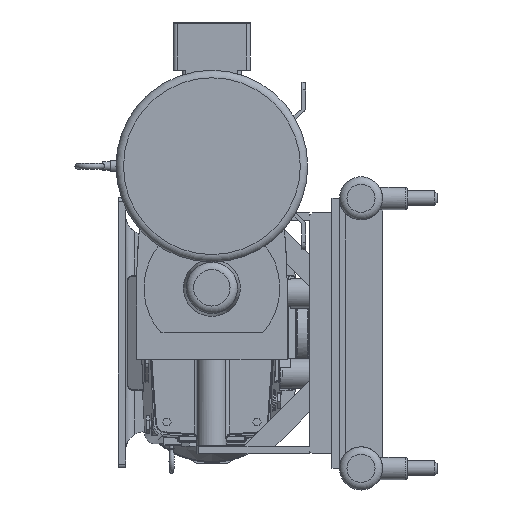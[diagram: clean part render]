
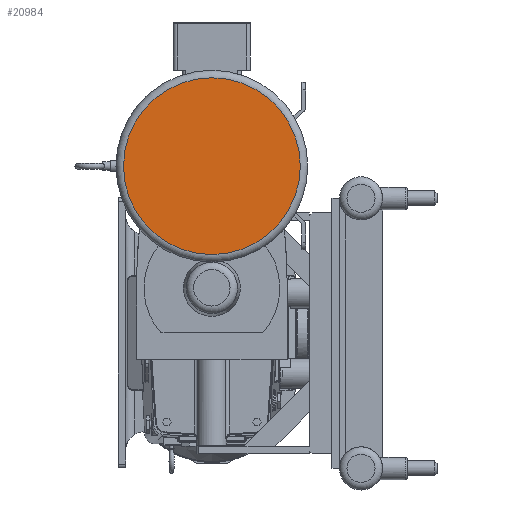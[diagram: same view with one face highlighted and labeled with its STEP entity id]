
A CAD part, left-side view. The second image highlights one B-rep face of the part: STEP entity #20984.
In plain terms, the highlighted planar face has unit normal (-1, 0, 0).
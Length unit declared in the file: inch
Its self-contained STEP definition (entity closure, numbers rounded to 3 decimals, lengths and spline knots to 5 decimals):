
#1512=CIRCLE('',#23115,5.89);
#1513=CIRCLE('',#23116,5.89);
#2396=PLANE('',#23114);
#3543=FACE_OUTER_BOUND('',#4840,.T.);
#4840=EDGE_LOOP('',(#19086,#19087));
#10196=VERTEX_POINT('',#40848);
#10197=VERTEX_POINT('',#40849);
#13204=EDGE_CURVE('',#10196,#10197,#1512,.T.);
#13205=EDGE_CURVE('',#10197,#10196,#1513,.T.);
#19086=ORIENTED_EDGE('',*,*,#13204,.F.);
#19087=ORIENTED_EDGE('',*,*,#13205,.F.);
#20984=ADVANCED_FACE('',(#3543),#2396,.T.);
#23114=AXIS2_PLACEMENT_3D('',#40847,#28873,#28874);
#23115=AXIS2_PLACEMENT_3D('',#40850,#28875,#28876);
#23116=AXIS2_PLACEMENT_3D('',#40851,#28877,#28878);
#28873=DIRECTION('center_axis',(-1.,0.,0.));
#28874=DIRECTION('ref_axis',(0.,1.,0.));
#28875=DIRECTION('center_axis',(1.,0.,0.));
#28876=DIRECTION('ref_axis',(0.,0.,
1.));
#28877=DIRECTION('center_axis',(1.,0.,0.));
#28878=DIRECTION('ref_axis',(0.,0.,
1.));
#40847=CARTESIAN_POINT('Origin',(-56.097,0.,4.72));
#40848=CARTESIAN_POINT('',(-56.097,0.,5.22));
#40849=CARTESIAN_POINT('',(-56.097,5.89,11.11));
#40850=CARTESIAN_POINT('Origin',(-56.097,0.,11.11));
#40851=CARTESIAN_POINT('Origin',(-56.097,0.,11.11));
